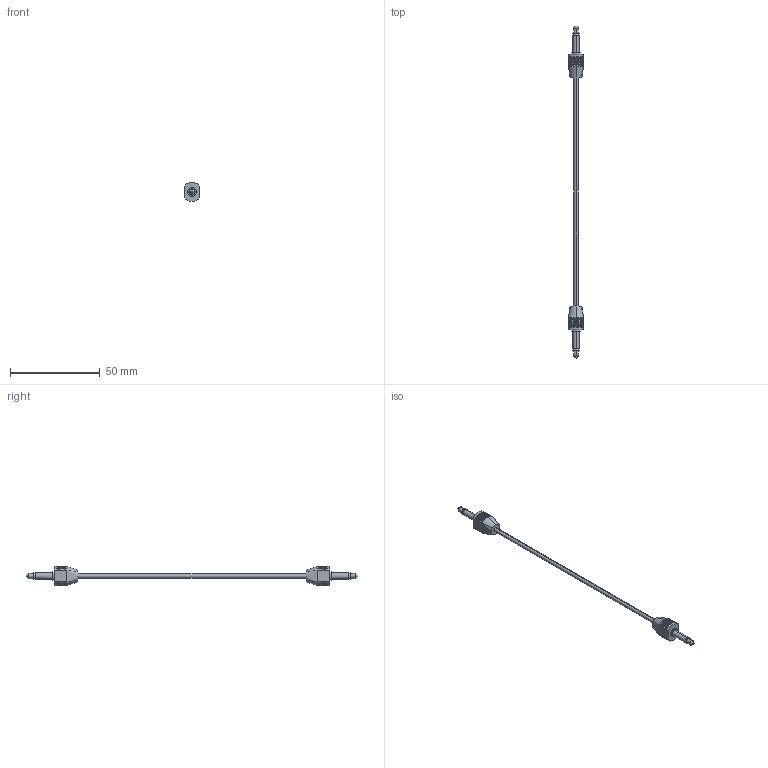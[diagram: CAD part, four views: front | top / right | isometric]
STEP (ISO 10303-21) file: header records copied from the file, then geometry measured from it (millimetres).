
FILE_DESCRIPTION (( 'STEP AP214' ), '1' );
FILE_NAME ('MINITOS-MM.STEP', '2007-11-26T13:10:35', ( ' ' ), ( ' ' ), 'SwSTEP 2.0', 'SolidWorks 2007', '' );
FILE_SCHEMA (( 'AUTOMOTIVE_DESIGN' ));
Length unit declared in the file: inch
Products named in the file (3): MINITOS-MM-MA2; MINITOS-MM; MINITOS-MM-MA1
Assembly tree (3 placements, depth 2):
  MINITOS-MM
    MINITOS-MM-MA1  x2
    MINITOS-MM-MA2
Bounding box: 8.28 x 184.91 x 10.62 mm (x, y, z)
Volume: 2556.5 mm3; surface area: 2303.3 mm2
Topology: 3 solids, 3 shells, 294 faces, 782 edges, 500 vertices
Faces by surface type: cone 110, torus 96, cylinder 68, plane 16, bspline 4
Entity records: 5390 total; most frequent: CARTESIAN_POINT 1385, ORIENTED_EDGE 788, DIRECTION 752, EDGE_CURVE 394, AXIS2_PLACEMENT_3D 335, VERTEX_POINT 252, CIRCLE 182, EDGE_LOOP 152
